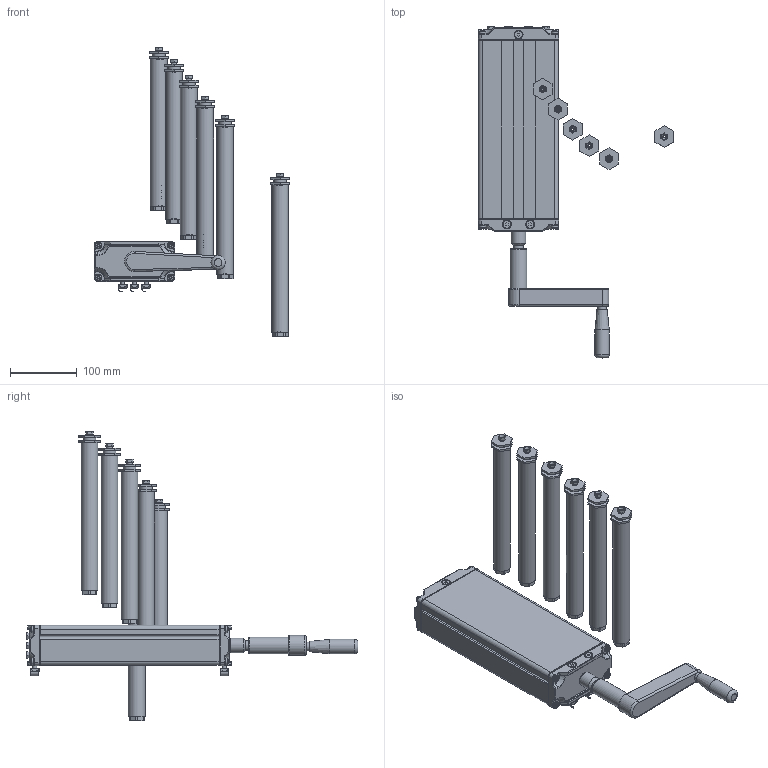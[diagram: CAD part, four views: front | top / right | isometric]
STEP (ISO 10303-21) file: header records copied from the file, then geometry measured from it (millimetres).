
FILE_DESCRIPTION(/* description */ ('Hydrauliksystem LB 150 W - 6 - manuell'),/* implementation_level */ '2;1');
FILE_NAME(/* name */ '270120-6S.step',/* time_stamp */ '2021-08-27T15:08:33+02:00',/* author */ ('MuellerJ'),/* organization */ (''),/* preprocessor_version */ 'ST-DEVELOPER v18.1',/* originating_system */ 'Autodesk Inventor 2021',/* authorisation */ '');
FILE_SCHEMA (('AUTOMOTIVE_DESIGN { 1 0 10303 214 3 1 1 }'));
Length unit declared in the file: millimetre
Products named in the file (24): leer; leer_1; leer_2; leer_3; leer_4; leer_5; leer_6; leer_7; leer_8; leer_9; leer_10; leer_11; leer_12; leer_13; leer_14; leer_15; leer_16; leer_17; leer_18; leer_19; leer_20; leer_21; leer_22; 21-1351-2FZ.005
Assembly tree (41 placements, depth 4):
  leer
    leer_1
      leer_2
      leer_3
        leer_4
        leer_5  x4
        leer_6
        leer_7
        leer_8
      leer_9
        leer_10
        leer_11  x6
        leer_12  x4
    leer_14  x6
      leer_15
      leer_16
      leer_17
        leer_18
        leer_19
        leer_20
    leer_13
    leer_21  x3
      leer_22
      21-1351-2FZ.005
Bounding box: 291.85 x 496.25 x 433.42 mm (x, y, z)
Volume: 960748.4 mm3; surface area: 646029.5 mm2
Topology: 57 solids, 57 shells, 1916 faces, 4351 edges, 2580 vertices
Faces by surface type: plane 730, cylinder 475, cone 415, torus 144, bspline 120, sphere 32
Full cylindrical faces by diameter (mm): 3.1 x1, 3.242 x1, 3.5 x6, 4.1 x12, 4.2 x6, 5 x8, 5.8 x8, 6 x6, 6.647 x6, 6.8 x3, 6.917 x6, 8 x12, 8.376 x6, 9 x6, 9.8 x8, 10 x2, 13 x1, 13.9 x12, 14 x8, 15 x1, 16 x6, 17.3 x6, 17.5 x6, 18 x2, 19 x12, 20.8 x18, 21 x6, 21.5 x1, 22 x1, 25 x7
Entity records: 25655 total; most frequent: CARTESIAN_POINT 6699, DIRECTION 4113, ORIENTED_EDGE 3584, EDGE_CURVE 1792, AXIS2_PLACEMENT_3D 1622, VERTEX_POINT 1063, LINE 869, VECTOR 869
